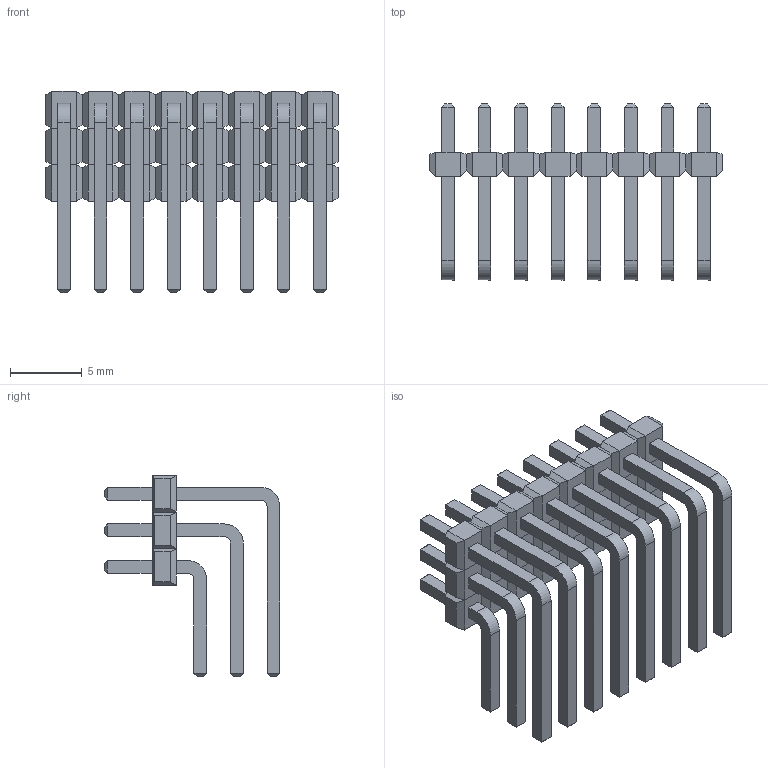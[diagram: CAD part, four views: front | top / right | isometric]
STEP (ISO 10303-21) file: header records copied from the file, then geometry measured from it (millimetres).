
FILE_DESCRIPTION(('STEP AP214'),'1');
FILE_NAME('TSW-108-08-T-T-RA_SAI','2025-07-30T07:53:04',(''),(''),'','','');
FILE_SCHEMA(('AUTOMOTIVE_DESIGN'));
Length unit declared in the file: millimetre
Products named in the file (1): product
Bounding box: 20.32 x 12.21 x 13.97 mm (x, y, z)
Volume: 563 mm3; surface area: 2064.9 mm2
Topology: 51 solids, 51 shells, 870 faces, 1836 edges, 1068 vertices
Faces by surface type: plane 822, cylinder 48
Entity records: 21402 total; most frequent: DIRECTION 3674, ORIENTED_EDGE 3672, CARTESIAN_POINT 1987, EDGE_CURVE 1836, LINE 1740, VECTOR 1740, VERTEX_POINT 1068, AXIS2_PLACEMENT_3D 967
